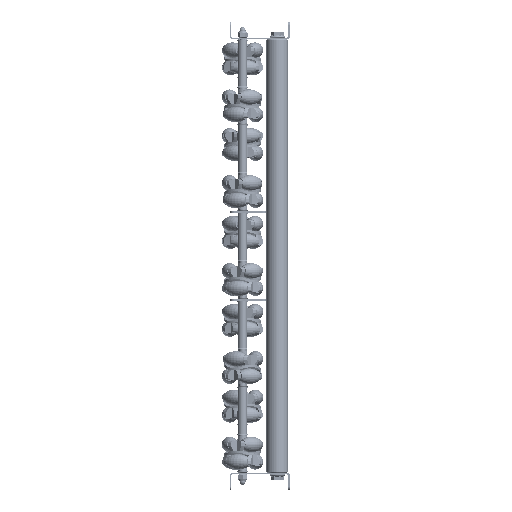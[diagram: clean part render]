
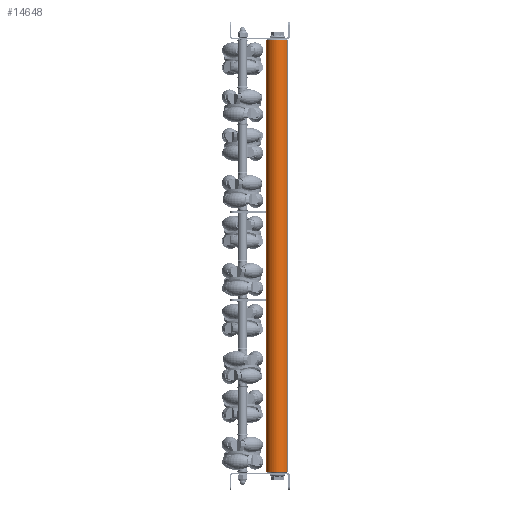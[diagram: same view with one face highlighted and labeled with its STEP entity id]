
A CAD part, left-side view. The second image highlights one B-rep face of the part: STEP entity #14648.
In plain terms, the highlighted cylindrical face has radius 12.5 mm (diameter 25 mm), a partial arc.
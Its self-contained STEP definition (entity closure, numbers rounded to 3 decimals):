
#164 = AXIS2_PLACEMENT_3D ( 'NONE', #16724, #11176, #3670 ) ;
#290 = ORIENTED_EDGE ( 'NONE', *, *, #6006, .T. ) ;
#1057 = EDGE_CURVE ( 'NONE', #1954, #2156, #9351, .T. ) ;
#1954 = VERTEX_POINT ( 'NONE', #6206 ) ;
#2156 = VERTEX_POINT ( 'NONE', #8128 ) ;
#2362 = AXIS2_PLACEMENT_3D ( 'NONE', #10634, #3198, #4894 ) ;
#3198 = DIRECTION ( 'NONE',  ( -1., 0., 0. ) ) ;
#3670 = DIRECTION ( 'NONE',  ( 0., 0., -1. ) ) ;
#3734 = CARTESIAN_POINT ( 'NONE',  ( 499., 0., -12.5 ) ) ;
#3846 = AXIS2_PLACEMENT_3D ( 'NONE', #17976, #15201, #10628 ) ;
#4894 = DIRECTION ( 'NONE',  ( 0., 0., 1. ) ) ;
#5572 = ORIENTED_EDGE ( 'NONE', *, *, #1057, .T. ) ;
#5780 = DIRECTION ( 'NONE',  ( -1., 0., 0. ) ) ;
#6006 = EDGE_CURVE ( 'NONE', #17434, #1954, #17429, .T. ) ;
#6206 = CARTESIAN_POINT ( 'NONE',  ( 1., 0., 12.5 ) ) ;
#8128 = CARTESIAN_POINT ( 'NONE',  ( 1., 0., -12.5 ) ) ;
#8759 = CARTESIAN_POINT ( 'NONE',  ( 500., 0., 12.5 ) ) ;
#9351 = CIRCLE ( 'NONE', #3846, 12.5 ) ;
#9997 = LINE ( 'NONE', #14384, #13275 ) ;
#10440 = ORIENTED_EDGE ( 'NONE', *, *, #13536, .T. ) ;
#10445 = FACE_OUTER_BOUND ( 'NONE', #12809, .T. ) ;
#10628 = DIRECTION ( 'NONE',  ( 0., 0., -1. ) ) ;
#10634 = CARTESIAN_POINT ( 'NONE',  ( 500., 0., 0. ) ) ;
#11176 = DIRECTION ( 'NONE',  ( -1., 0., 0. ) ) ;
#11236 = ORIENTED_EDGE ( 'NONE', *, *, #15466, .F. ) ;
#12285 = CIRCLE ( 'NONE', #164, 12.5 ) ;
#12809 = EDGE_LOOP ( 'NONE', ( #11236, #10440, #290, #5572 ) ) ;
#13210 = DIRECTION ( 'NONE',  ( -1., 0., 0. ) ) ;
#13275 = VECTOR ( 'NONE', #5780, 1000. ) ;
#13536 = EDGE_CURVE ( 'NONE', #13884, #17434, #12285, .T. ) ;
#13884 = VERTEX_POINT ( 'NONE', #3734 ) ;
#14384 = CARTESIAN_POINT ( 'NONE',  ( 500., 0., -12.5 ) ) ;
#14648 = ADVANCED_FACE ( 'NONE', ( #10445 ), #14821, .T. ) ;
#14821 = CYLINDRICAL_SURFACE ( 'NONE', #2362, 12.5 ) ;
#15201 = DIRECTION ( 'NONE',  ( 1., 0., 0. ) ) ;
#15466 = EDGE_CURVE ( 'NONE', #13884, #2156, #9997, .T. ) ;
#16338 = CARTESIAN_POINT ( 'NONE',  ( 499., 0., 12.5 ) ) ;
#16724 = CARTESIAN_POINT ( 'NONE',  ( 499., 0., 0. ) ) ;
#17429 = LINE ( 'NONE', #8759, #18470 ) ;
#17434 = VERTEX_POINT ( 'NONE', #16338 ) ;
#17976 = CARTESIAN_POINT ( 'NONE',  ( 1., 0., 0. ) ) ;
#18470 = VECTOR ( 'NONE', #13210, 1000. ) ;
